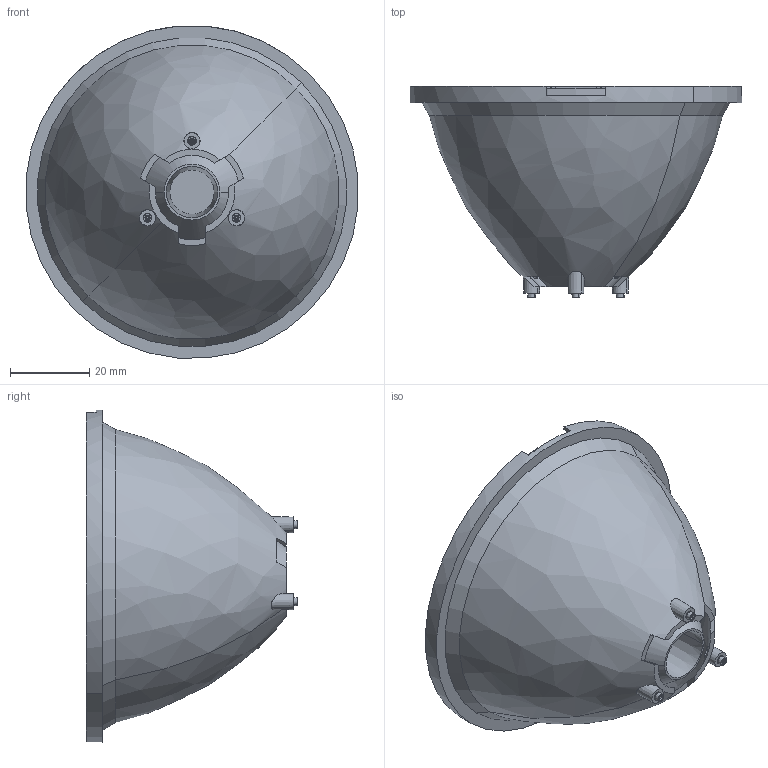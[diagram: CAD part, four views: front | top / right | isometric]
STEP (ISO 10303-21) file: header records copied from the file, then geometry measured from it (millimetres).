
FILE_DESCRIPTION (( 'STEP AP214' ), '1' );
FILE_NAME ('LLSP-3T11-P3_RevA3.STEP', '2013-04-11T00:09:18', ( '' ), ( '' ), 'SwSTEP 2.0', 'SolidWorks 2011', '' );
FILE_SCHEMA (( 'AUTOMOTIVE_DESIGN' ));
Length unit declared in the file: millimetre
Products named in the file (3): 2400-0083_Lens_15deg_RevB-distorted; 2300-0039_Lens_Holder_90W-Emitter_RevA_cpy; LLSP-3T11-P3_RevA3
Assembly tree (2 placements, depth 2):
  LLSP-3T11-P3_RevA3
    2400-0083_Lens_15deg_RevB-distorted
    2300-0039_Lens_Holder_90W-Emitter_RevA_cpy
Bounding box: 83.68 x 53.36 x 83.72 mm (x, y, z)
Volume: 75283.5 mm3; surface area: 40936.7 mm2
Topology: 2 solids, 2 shells, 204 faces, 524 edges, 344 vertices
Faces by surface type: cone 107, plane 69, bspline 16, cylinder 10, torus 2
Entity records: 6987 total; most frequent: CARTESIAN_POINT 1863, DIRECTION 1099, ORIENTED_EDGE 1048, EDGE_CURVE 524, AXIS2_PLACEMENT_3D 454, VERTEX_POINT 344, CIRCLE 261, EDGE_LOOP 226
